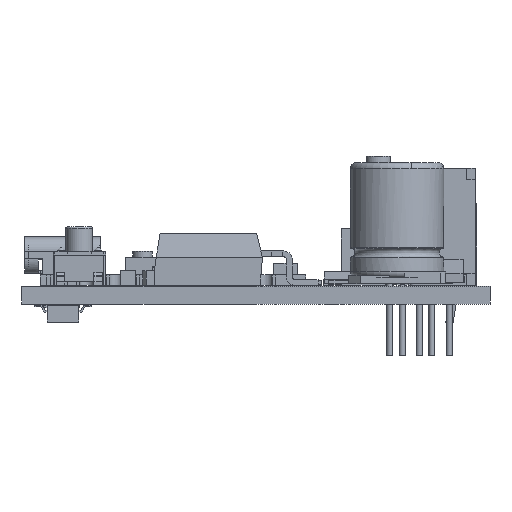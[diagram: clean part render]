
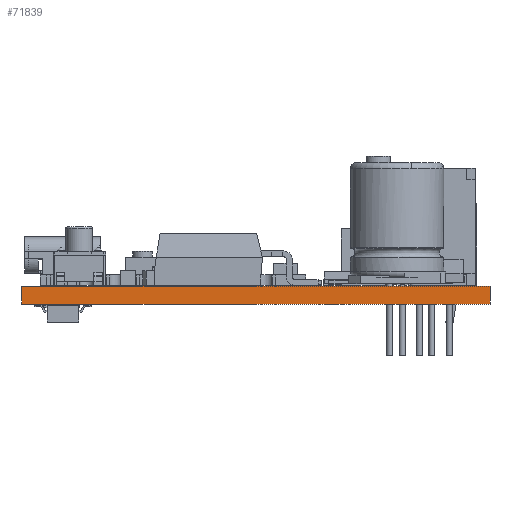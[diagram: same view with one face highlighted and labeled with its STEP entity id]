
A CAD part, left-side view. The second image highlights one B-rep face of the part: STEP entity #71839.
In plain terms, the highlighted planar face has unit normal (-1, 0, 0).
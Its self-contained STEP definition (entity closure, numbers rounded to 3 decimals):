
#71783 = VERTEX_POINT('',#71784);
#71784 = CARTESIAN_POINT('',(105.,-110.,1.51));
#71790 = EDGE_CURVE('',#71791,#71783,#71793,.T.);
#71791 = VERTEX_POINT('',#71792);
#71792 = CARTESIAN_POINT('',(105.,-110.,0.));
#71793 = LINE('',#71794,#71795);
#71794 = CARTESIAN_POINT('',(105.,-110.,0.));
#71795 = VECTOR('',#71796,1.);
#71796 = DIRECTION('',(0.,0.,1.));
#71839 = ADVANCED_FACE('',(#71840),#71865,.T.);
#71840 = FACE_BOUND('',#71841,.T.);
#71841 = EDGE_LOOP('',(#71842,#71843,#71851,#71859));
#71842 = ORIENTED_EDGE('',*,*,#71790,.T.);
#71843 = ORIENTED_EDGE('',*,*,#71844,.T.);
#71844 = EDGE_CURVE('',#71783,#71845,#71847,.T.);
#71845 = VERTEX_POINT('',#71846);
#71846 = CARTESIAN_POINT('',(105.,-70.,1.51));
#71847 = LINE('',#71848,#71849);
#71848 = CARTESIAN_POINT('',(105.,-110.,1.51));
#71849 = VECTOR('',#71850,1.);
#71850 = DIRECTION('',(0.,1.,0.));
#71851 = ORIENTED_EDGE('',*,*,#71852,.F.);
#71852 = EDGE_CURVE('',#71853,#71845,#71855,.T.);
#71853 = VERTEX_POINT('',#71854);
#71854 = CARTESIAN_POINT('',(105.,-70.,0.));
#71855 = LINE('',#71856,#71857);
#71856 = CARTESIAN_POINT('',(105.,-70.,0.));
#71857 = VECTOR('',#71858,1.);
#71858 = DIRECTION('',(0.,0.,1.));
#71859 = ORIENTED_EDGE('',*,*,#71860,.F.);
#71860 = EDGE_CURVE('',#71791,#71853,#71861,.T.);
#71861 = LINE('',#71862,#71863);
#71862 = CARTESIAN_POINT('',(105.,-110.,0.));
#71863 = VECTOR('',#71864,1.);
#71864 = DIRECTION('',(0.,1.,0.));
#71865 = PLANE('',#71866);
#71866 = AXIS2_PLACEMENT_3D('',#71867,#71868,#71869);
#71867 = CARTESIAN_POINT('',(105.,-110.,0.));
#71868 = DIRECTION('',(-1.,0.,0.));
#71869 = DIRECTION('',(0.,1.,0.));
